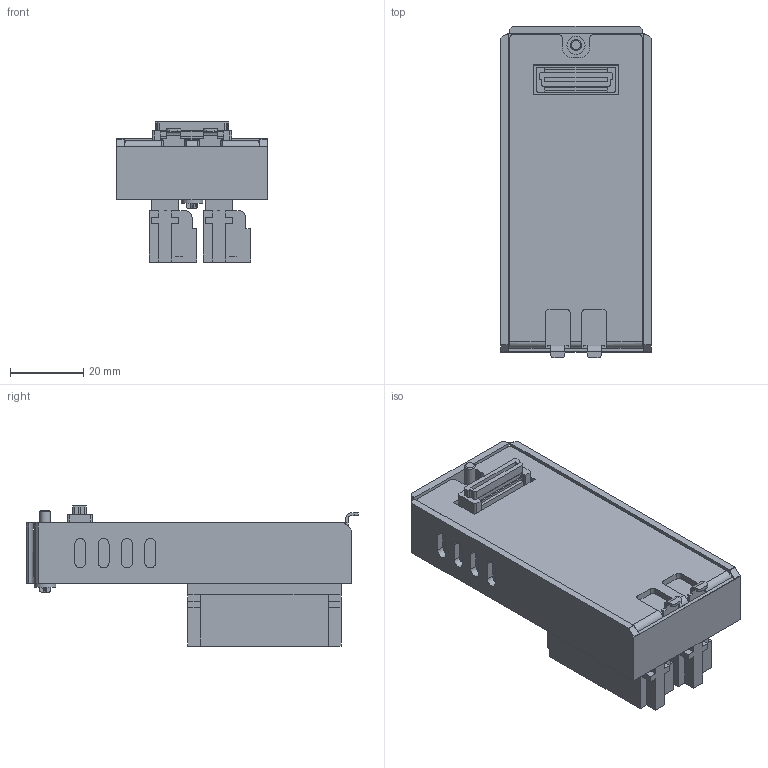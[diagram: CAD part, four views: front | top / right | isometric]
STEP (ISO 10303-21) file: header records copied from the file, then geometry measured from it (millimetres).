
FILE_DESCRIPTION(/* description */ ('STEP AP214'),/* implementation_level */ '2;1');
FILE_NAME(/* name */ '8023321_CDPX-EA-V2',/* time_stamp */ '2024-08-05T16:38:42+02:00',/* author */ ('License CC BY-ND 4.0'),/* organization */ ('CADENAS'),/* preprocessor_version */ 'ST-DEVELOPER v19.3',/* originating_system */ 'PARTsolutions',/* authorisation */ ' ');
FILE_SCHEMA (('AUTOMOTIVE_DESIGN {1 0 10303 214 3 1 1}'));
Length unit declared in the file: millimetre
Products named in the file (3): 8023321 CDPX-EA-V2; 8023321 CDPX-EA-V2---(housing); CDPX-EA-V1-SUPL
Assembly tree (3 placements, depth 2):
  8023321 CDPX-EA-V2
    8023321 CDPX-EA-V2---(housing)
    CDPX-EA-V1-SUPL  x2
Bounding box: 41.2 x 90.92 x 38.35 mm (x, y, z)
Volume: 69701.9 mm3; surface area: 29402.8 mm2
Topology: 3 solids, 3 shells, 555 faces, 1474 edges, 975 vertices
Faces by surface type: plane 436, cylinder 107, torus 7, cone 5
Full cylindrical faces by diameter (mm): 1.567 x4, 2.9 x4, 3 x1, 5 x1, 6 x1
Entity records: 13214 total; most frequent: CARTESIAN_POINT 2089, ORIENTED_EDGE 2000, DIRECTION 1927, EDGE_CURVE 1000, LINE 813, VECTOR 813, VERTEX_POINT 671, AXIS2_PLACEMENT_3D 557
